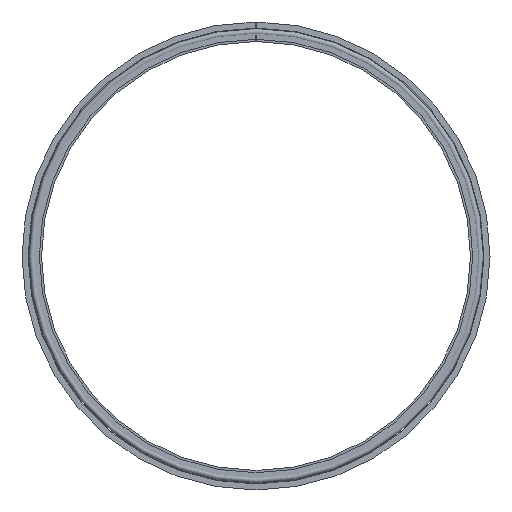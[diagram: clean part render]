
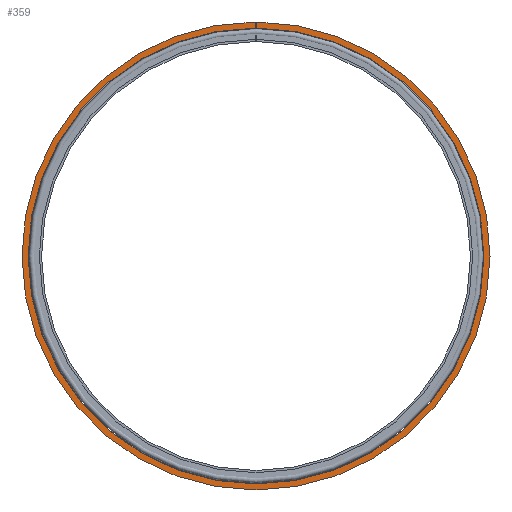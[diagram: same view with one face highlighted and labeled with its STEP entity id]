
A CAD part, left-side view. The second image highlights one B-rep face of the part: STEP entity #359.
In plain terms, the highlighted planar face has unit normal (-1, 0, 0).
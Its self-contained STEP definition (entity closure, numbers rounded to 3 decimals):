
#43 = DIRECTION ( 'NONE',  ( 0., 0., -1. ) ) ;
#91 = EDGE_CURVE ( 'NONE', #819, #1112, #1080, .T. ) ;
#110 = CARTESIAN_POINT ( 'NONE',  ( -9.8, -1., 263.498 ) ) ;
#121 = VERTEX_POINT ( 'NONE', #1062 ) ;
#130 = DIRECTION ( 'NONE',  ( 1., 0., 0. ) ) ;
#148 = CARTESIAN_POINT ( 'NONE',  ( -9.8, 0., 0. ) ) ;
#178 = ORIENTED_EDGE ( 'NONE', *, *, #660, .F. ) ;
#218 = DIRECTION ( 'NONE',  ( 1., 0., 0. ) ) ;
#236 = EDGE_CURVE ( 'NONE', #551, #1112, #1162, .T. ) ;
#293 = EDGE_LOOP ( 'NONE', ( #364, #936, #178, #729 ) ) ;
#305 = AXIS2_PLACEMENT_3D ( 'NONE', #842, #130, #471 ) ;
#359 = ADVANCED_FACE ( 'NONE', ( #555 ), #611, .T. ) ;
#364 = ORIENTED_EDGE ( 'NONE', *, *, #236, .F. ) ;
#412 = DIRECTION ( 'NONE',  ( 0., 0., 1. ) ) ;
#471 = DIRECTION ( 'NONE',  ( 0., 0., 1. ) ) ;
#551 = VERTEX_POINT ( 'NONE', #589 ) ;
#555 = FACE_OUTER_BOUND ( 'NONE', #293, .T. ) ;
#576 = DIRECTION ( 'NONE',  ( 0., 0., -1. ) ) ;
#578 = CARTESIAN_POINT ( 'NONE',  ( -9.8, 1., 0. ) ) ;
#589 = CARTESIAN_POINT ( 'NONE',  ( -9.8, 1., 270.498 ) ) ;
#611 = PLANE ( 'NONE',  #1078 ) ;
#660 = EDGE_CURVE ( 'NONE', #819, #121, #1100, .T. ) ;
#694 = CARTESIAN_POINT ( 'NONE',  ( -9.8, 270.5, 0. ) ) ;
#729 = ORIENTED_EDGE ( 'NONE', *, *, #91, .T. ) ;
#730 = AXIS2_PLACEMENT_3D ( 'NONE', #148, #218, #576 ) ;
#819 = VERTEX_POINT ( 'NONE', #110 ) ;
#838 = VECTOR ( 'NONE', #412, 1000. ) ;
#842 = CARTESIAN_POINT ( 'NONE',  ( -9.8, 0., 0. ) ) ;
#857 = DIRECTION ( 'NONE',  ( -1., 0., 0. ) ) ;
#892 = DIRECTION ( 'NONE',  ( 0., 0., 1. ) ) ;
#902 = VECTOR ( 'NONE', #43, 1000. ) ;
#922 = EDGE_CURVE ( 'NONE', #121, #551, #1170, .T. ) ;
#936 = ORIENTED_EDGE ( 'NONE', *, *, #922, .F. ) ;
#972 = CARTESIAN_POINT ( 'NONE',  ( -9.8, 1., 263.498 ) ) ;
#1062 = CARTESIAN_POINT ( 'NONE',  ( -9.8, -1., 270.498 ) ) ;
#1078 = AXIS2_PLACEMENT_3D ( 'NONE', #694, #857, #892 ) ;
#1080 = CIRCLE ( 'NONE', #305, 263.5 ) ;
#1100 = LINE ( 'NONE', #1140, #838 ) ;
#1112 = VERTEX_POINT ( 'NONE', #972 ) ;
#1140 = CARTESIAN_POINT ( 'NONE',  ( -9.8, -1., 0. ) ) ;
#1162 = LINE ( 'NONE', #578, #902 ) ;
#1170 = CIRCLE ( 'NONE', #730, 270.5 ) ;
